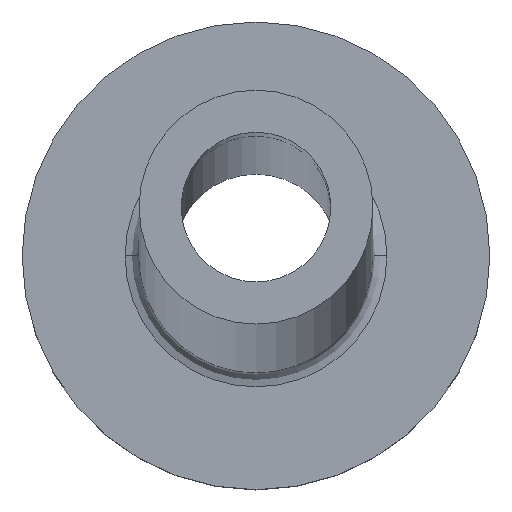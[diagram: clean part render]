
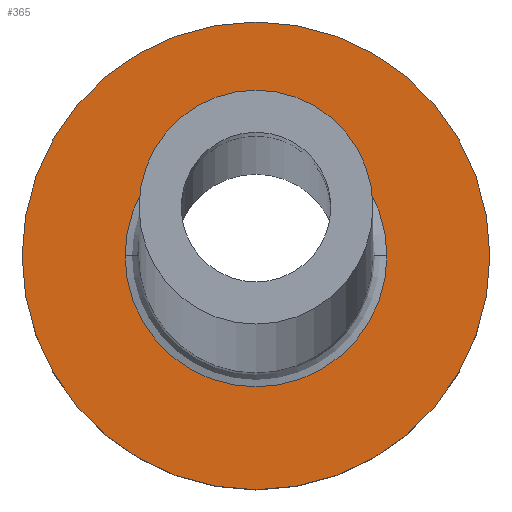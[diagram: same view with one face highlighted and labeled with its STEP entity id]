
A CAD part, top view. The second image highlights one B-rep face of the part: STEP entity #365.
In plain terms, the highlighted planar face has unit normal (0, 0, 1).
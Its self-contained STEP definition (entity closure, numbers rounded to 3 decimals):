
#26 = EDGE_LOOP ( 'NONE', ( #399, #61 ) ) ;
#29 = CIRCLE ( 'NONE', #453, 5. ) ;
#44 = FACE_OUTER_BOUND ( 'NONE', #90, .T. ) ;
#61 = ORIENTED_EDGE ( 'NONE', *, *, #280, .T. ) ;
#70 = DIRECTION ( 'NONE',  ( 0., 0., -1. ) ) ;
#82 = CARTESIAN_POINT ( 'NONE',  ( 5., 0., 3. ) ) ;
#84 = AXIS2_PLACEMENT_3D ( 'NONE', #353, #170, #320 ) ;
#90 = EDGE_LOOP ( 'NONE', ( #215, #133 ) ) ;
#96 = DIRECTION ( 'NONE',  ( 1., 0., 0. ) ) ;
#97 = CARTESIAN_POINT ( 'NONE',  ( -5., 0., 3. ) ) ;
#106 = CARTESIAN_POINT ( 'NONE',  ( -2.8, 0., 3. ) ) ;
#118 = FACE_BOUND ( 'NONE', #26, .T. ) ;
#123 = VERTEX_POINT ( 'NONE', #97 ) ;
#130 = DIRECTION ( 'NONE',  ( 0., 0., 1. ) ) ;
#133 = ORIENTED_EDGE ( 'NONE', *, *, #232, .T. ) ;
#140 = DIRECTION ( 'NONE',  ( 0., 0., 1. ) ) ;
#148 = DIRECTION ( 'NONE',  ( 1., 0., 0. ) ) ;
#158 = VERTEX_POINT ( 'NONE', #196 ) ;
#166 = CIRCLE ( 'NONE', #394, 2.8 ) ;
#170 = DIRECTION ( 'NONE',  ( 0., 0., -1. ) ) ;
#192 = EDGE_CURVE ( 'NONE', #123, #406, #29, .T. ) ;
#196 = CARTESIAN_POINT ( 'NONE',  ( 2.8, 0., 3. ) ) ;
#198 = CARTESIAN_POINT ( 'NONE',  ( 0., 0., 3. ) ) ;
#215 = ORIENTED_EDGE ( 'NONE', *, *, #192, .T. ) ;
#224 = PLANE ( 'NONE',  #375 ) ;
#232 = EDGE_CURVE ( 'NONE', #406, #123, #261, .T. ) ;
#261 = CIRCLE ( 'NONE', #293, 5. ) ;
#262 = DIRECTION ( 'NONE',  ( 0., 0., 1. ) ) ;
#263 = VERTEX_POINT ( 'NONE', #106 ) ;
#280 = EDGE_CURVE ( 'NONE', #263, #158, #166, .T. ) ;
#285 = CIRCLE ( 'NONE', #84, 2.8 ) ;
#289 = CARTESIAN_POINT ( 'NONE',  ( 0., 0., 3. ) ) ;
#293 = AXIS2_PLACEMENT_3D ( 'NONE', #326, #140, #421 ) ;
#304 = EDGE_CURVE ( 'NONE', #158, #263, #285, .T. ) ;
#320 = DIRECTION ( 'NONE',  ( 1., 0., 0. ) ) ;
#326 = CARTESIAN_POINT ( 'NONE',  ( 0., 0., 3. ) ) ;
#329 = CARTESIAN_POINT ( 'NONE',  ( 0., 0., 3. ) ) ;
#353 = CARTESIAN_POINT ( 'NONE',  ( 0., 0., 3. ) ) ;
#365 = ADVANCED_FACE ( 'NONE', ( #118, #44 ), #224, .T. ) ;
#375 = AXIS2_PLACEMENT_3D ( 'NONE', #329, #262, #148 ) ;
#394 = AXIS2_PLACEMENT_3D ( 'NONE', #289, #70, #426 ) ;
#399 = ORIENTED_EDGE ( 'NONE', *, *, #304, .T. ) ;
#406 = VERTEX_POINT ( 'NONE', #82 ) ;
#421 = DIRECTION ( 'NONE',  ( 1., 0., 0. ) ) ;
#426 = DIRECTION ( 'NONE',  ( 1., 0., 0. ) ) ;
#453 = AXIS2_PLACEMENT_3D ( 'NONE', #198, #130, #96 ) ;
